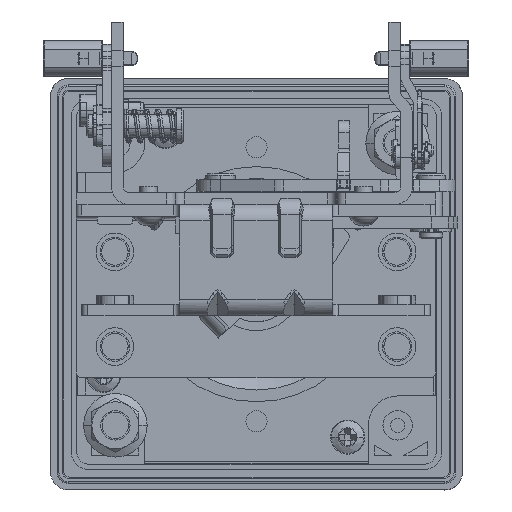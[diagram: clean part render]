
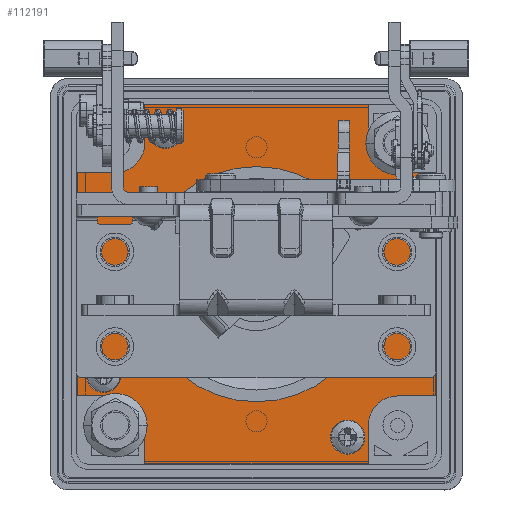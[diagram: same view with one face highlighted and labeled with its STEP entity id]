
A CAD part, front view. The second image highlights one B-rep face of the part: STEP entity #112191.
In plain terms, the highlighted face is planar.
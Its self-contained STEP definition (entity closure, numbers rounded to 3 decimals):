
#105860=CARTESIAN_POINT('',(-24.,-24.,0.5));
#105861=DIRECTION('',(0.,0.,-1.));
#105862=DIRECTION('',(0.,1.,0.));
#105863=AXIS2_PLACEMENT_3D('',#105860,#105861,#105862);
#105865=CARTESIAN_POINT('',(24.,-24.,0.5));
#105866=DIRECTION('',(0.,0.,-1.));
#105867=DIRECTION('',(-1.,0.,0.));
#105868=AXIS2_PLACEMENT_3D('',#105865,#105866,#105867);
#105870=CARTESIAN_POINT('',(24.,24.,0.5));
#105871=DIRECTION('',(0.,0.,-1.));
#105872=DIRECTION('',(0.,-1.,0.));
#105873=AXIS2_PLACEMENT_3D('',#105870,#105871,#105872);
#105875=CARTESIAN_POINT('',(-24.,24.,0.5));
#105876=DIRECTION('',(0.,0.,-1.));
#105877=DIRECTION('',(1.,0.,0.));
#105878=AXIS2_PLACEMENT_3D('',#105875,#105876,#105877);
#105880=CARTESIAN_POINT('',(0.,0.,0.5));
#105881=DIRECTION('',(0.,0.,-1.));
#105882=DIRECTION('',(0.,1.,0.));
#105883=AXIS2_PLACEMENT_3D('',#105880,#105881,#105882);
#105885=CARTESIAN_POINT('',(0.,0.,0.5));
#105886=DIRECTION('',(0.,0.,-1.));
#105887=DIRECTION('',(1.,0.,0.));
#105888=AXIS2_PLACEMENT_3D('',#105885,#105886,#105887);
#105890=CARTESIAN_POINT('',(0.,0.,0.5));
#105891=DIRECTION('',(0.,0.,-1.));
#105892=DIRECTION('',(0.,-1.,0.));
#105893=AXIS2_PLACEMENT_3D('',#105890,#105891,#105892);
#105895=CARTESIAN_POINT('',(0.,0.,0.5));
#105896=DIRECTION('',(0.,0.,-1.));
#105897=DIRECTION('',(-1.,0.,0.));
#105898=AXIS2_PLACEMENT_3D('',#105895,#105896,#105897);
#105900=CARTESIAN_POINT('',(-26.,15.5,0.5));
#105901=DIRECTION('',(0.,0.,-1.));
#105902=DIRECTION('',(0.,-1.,0.));
#105903=AXIS2_PLACEMENT_3D('',#105900,#105901,#105902);
#105905=CARTESIAN_POINT('',(-26.,15.5,0.5));
#105906=DIRECTION('',(0.,0.,-1.));
#105907=DIRECTION('',(0.,1.,0.));
#105908=AXIS2_PLACEMENT_3D('',#105905,#105906,#105907);
#105910=CARTESIAN_POINT('',(-15.5,-26.,0.5));
#105911=DIRECTION('',(0.,0.,-1.));
#105912=DIRECTION('',(0.,-1.,0.));
#105913=AXIS2_PLACEMENT_3D('',#105910,#105911,#105912);
#105915=CARTESIAN_POINT('',(-15.5,-26.,0.5));
#105916=DIRECTION('',(0.,0.,-1.));
#105917=DIRECTION('',(0.,1.,0.));
#105918=AXIS2_PLACEMENT_3D('',#105915,#105916,#105917);
#105920=CARTESIAN_POINT('',(15.5,26.,0.5));
#105921=DIRECTION('',(0.,0.,-1.));
#105922=DIRECTION('',(0.,-1.,0.));
#105923=AXIS2_PLACEMENT_3D('',#105920,#105921,#105922);
#105925=CARTESIAN_POINT('',(15.5,26.,0.5));
#105926=DIRECTION('',(0.,0.,-1.));
#105927=DIRECTION('',(0.,1.,0.));
#105928=AXIS2_PLACEMENT_3D('',#105925,#105926,#105927);
#105930=CARTESIAN_POINT('',(26.,-15.5,0.5));
#105931=DIRECTION('',(0.,0.,-1.));
#105932=DIRECTION('',(0.,-1.,0.));
#105933=AXIS2_PLACEMENT_3D('',#105930,#105931,#105932);
#105935=CARTESIAN_POINT('',(26.,-15.5,0.5));
#105936=DIRECTION('',(0.,0.,-1.));
#105937=DIRECTION('',(0.,1.,0.));
#105938=AXIS2_PLACEMENT_3D('',#105935,#105936,#105937);
#105944=DIRECTION('',(1.,0.,0.));
#105945=VECTOR('',#105944,6.5);
#105946=CARTESIAN_POINT('',(-30.5,19.,0.5));
#105947=LINE('',#105946,#105945);
#105952=DIRECTION('',(0.,1.,0.));
#105953=VECTOR('',#105952,38.);
#105954=CARTESIAN_POINT('',(-30.5,-19.,0.5));
#105955=LINE('',#105954,#105953);
#105956=DIRECTION('',(-1.,0.,0.));
#105957=VECTOR('',#105956,6.5);
#105958=CARTESIAN_POINT('',(-24.,-19.,0.5));
#105959=LINE('',#105958,#105957);
#105972=DIRECTION('',(0.,1.,0.));
#105973=VECTOR('',#105972,6.5);
#105974=CARTESIAN_POINT('',(-19.,-30.5,0.5));
#105975=LINE('',#105974,#105973);
#105980=DIRECTION('',(-1.,0.,0.));
#105981=VECTOR('',#105980,38.);
#105982=CARTESIAN_POINT('',(19.,-30.5,0.5));
#105983=LINE('',#105982,#105981);
#105984=DIRECTION('',(0.,-1.,0.));
#105985=VECTOR('',#105984,6.5);
#105986=CARTESIAN_POINT('',(19.,-24.,0.5));
#105987=LINE('',#105986,#105985);
#106000=DIRECTION('',(-1.,0.,0.));
#106001=VECTOR('',#106000,6.5);
#106002=CARTESIAN_POINT('',(30.5,-19.,0.5));
#106003=LINE('',#106002,#106001);
#106008=DIRECTION('',(0.,-1.,0.));
#106009=VECTOR('',#106008,38.);
#106010=CARTESIAN_POINT('',(30.5,19.,0.5));
#106011=LINE('',#106010,#106009);
#106012=DIRECTION('',(1.,0.,0.));
#106013=VECTOR('',#106012,6.5);
#106014=CARTESIAN_POINT('',(24.,19.,0.5));
#106015=LINE('',#106014,#106013);
#106028=DIRECTION('',(0.,-1.,0.));
#106029=VECTOR('',#106028,6.5);
#106030=CARTESIAN_POINT('',(19.,30.5,0.5));
#106031=LINE('',#106030,#106029);
#106036=DIRECTION('',(1.,0.,0.));
#106037=VECTOR('',#106036,38.);
#106038=CARTESIAN_POINT('',(-19.,30.5,0.5));
#106039=LINE('',#106038,#106037);
#106040=DIRECTION('',(0.,1.,0.));
#106041=VECTOR('',#106040,6.5);
#106042=CARTESIAN_POINT('',(-19.,24.,0.5));
#106043=LINE('',#106042,#106041);
#107730=CARTESIAN_POINT('',(0.,-20.,0.5));
#107731=VERTEX_POINT('',#107730);
#107732=CARTESIAN_POINT('',(20.,0.,0.5));
#107733=VERTEX_POINT('',#107732);
#107734=CARTESIAN_POINT('',(0.,20.,0.5));
#107735=VERTEX_POINT('',#107734);
#107740=CARTESIAN_POINT('',(-20.,0.,0.5));
#107741=VERTEX_POINT('',#107740);
#107742=CARTESIAN_POINT('',(-30.5,19.,0.5));
#107743=CARTESIAN_POINT('',(-24.,19.,0.5));
#107744=VERTEX_POINT('',#107742);
#107745=VERTEX_POINT('',#107743);
#107746=CARTESIAN_POINT('',(-30.5,-19.,0.5));
#107747=VERTEX_POINT('',#107746);
#107748=CARTESIAN_POINT('',(-24.,-19.,0.5));
#107749=VERTEX_POINT('',#107748);
#107750=CARTESIAN_POINT('',(-19.,-24.,0.5));
#107751=VERTEX_POINT('',#107750);
#107752=CARTESIAN_POINT('',(-19.,-30.5,0.5));
#107753=VERTEX_POINT('',#107752);
#107754=CARTESIAN_POINT('',(19.,-30.5,0.5));
#107755=VERTEX_POINT('',#107754);
#107756=CARTESIAN_POINT('',(19.,-24.,0.5));
#107757=VERTEX_POINT('',#107756);
#107758=CARTESIAN_POINT('',(24.,-19.,0.5));
#107759=VERTEX_POINT('',#107758);
#107760=CARTESIAN_POINT('',(30.5,-19.,0.5));
#107761=VERTEX_POINT('',#107760);
#107762=CARTESIAN_POINT('',(30.5,19.,0.5));
#107763=VERTEX_POINT('',#107762);
#107764=CARTESIAN_POINT('',(24.,19.,0.5));
#107765=VERTEX_POINT('',#107764);
#107766=CARTESIAN_POINT('',(19.,24.,0.5));
#107767=VERTEX_POINT('',#107766);
#107768=CARTESIAN_POINT('',(19.,30.5,0.5));
#107769=VERTEX_POINT('',#107768);
#107770=CARTESIAN_POINT('',(-19.,30.5,0.5));
#107771=VERTEX_POINT('',#107770);
#107772=CARTESIAN_POINT('',(-19.,24.,0.5));
#107773=VERTEX_POINT('',#107772);
#107774=CARTESIAN_POINT('',(-26.,12.6,0.5));
#107775=CARTESIAN_POINT('',(-26.,18.4,0.5));
#107776=VERTEX_POINT('',#107774);
#107777=VERTEX_POINT('',#107775);
#107778=CARTESIAN_POINT('',(-15.5,-28.9,0.5));
#107779=CARTESIAN_POINT('',(-15.5,-23.1,0.5));
#107780=VERTEX_POINT('',#107778);
#107781=VERTEX_POINT('',#107779);
#107782=CARTESIAN_POINT('',(15.5,23.1,0.5));
#107783=CARTESIAN_POINT('',(15.5,28.9,0.5));
#107784=VERTEX_POINT('',#107782);
#107785=VERTEX_POINT('',#107783);
#107786=CARTESIAN_POINT('',(26.,-18.4,0.5));
#107787=CARTESIAN_POINT('',(26.,-12.6,0.5));
#107788=VERTEX_POINT('',#107786);
#107789=VERTEX_POINT('',#107787);
#112122=CARTESIAN_POINT('',(0.,0.,0.5));
#112123=DIRECTION('',(0.,0.,-1.));
#112124=DIRECTION('',(0.,-1.,0.));
#112125=AXIS2_PLACEMENT_3D('',#112122,#112123,#112124);
#112126=PLANE('',#112125);
#112128=ORIENTED_EDGE('',*,*,#112127,.F.);
#112130=ORIENTED_EDGE('',*,*,#112129,.F.);
#112132=ORIENTED_EDGE('',*,*,#112131,.F.);
#112134=ORIENTED_EDGE('',*,*,#112133,.T.);
#112136=ORIENTED_EDGE('',*,*,#112135,.F.);
#112138=ORIENTED_EDGE('',*,*,#112137,.F.);
#112140=ORIENTED_EDGE('',*,*,#112139,.F.);
#112142=ORIENTED_EDGE('',*,*,#112141,.T.);
#112144=ORIENTED_EDGE('',*,*,#112143,.F.);
#112146=ORIENTED_EDGE('',*,*,#112145,.F.);
#112148=ORIENTED_EDGE('',*,*,#112147,.F.);
#112150=ORIENTED_EDGE('',*,*,#112149,.T.);
#112152=ORIENTED_EDGE('',*,*,#112151,.F.);
#112154=ORIENTED_EDGE('',*,*,#112153,.F.);
#112156=ORIENTED_EDGE('',*,*,#112155,.F.);
#112158=ORIENTED_EDGE('',*,*,#112157,.T.);
#112159=EDGE_LOOP('',(#112128,#112130,#112132,#112134,#112136,#112138,#112140,
#112142,#112144,#112146,#112148,#112150,#112152,#112154,#112156,#112158));
#112160=FACE_OUTER_BOUND('',#112159,.F.);
#112161=ORIENTED_EDGE('',*,*,#112077,.T.);
#112162=ORIENTED_EDGE('',*,*,#112075,.T.);
#112163=ORIENTED_EDGE('',*,*,#112106,.T.);
#112164=ORIENTED_EDGE('',*,*,#112104,.T.);
#112165=EDGE_LOOP('',(#112161,#112162,#112163,#112164));
#112166=FACE_BOUND('',#112165,.F.);
#112168=ORIENTED_EDGE('',*,*,#112167,.T.);
#112170=ORIENTED_EDGE('',*,*,#112169,.T.);
#112171=EDGE_LOOP('',(#112168,#112170));
#112172=FACE_BOUND('',#112171,.F.);
#112174=ORIENTED_EDGE('',*,*,#112173,.T.);
#112176=ORIENTED_EDGE('',*,*,#112175,.T.);
#112177=EDGE_LOOP('',(#112174,#112176));
#112178=FACE_BOUND('',#112177,.F.);
#112180=ORIENTED_EDGE('',*,*,#112179,.T.);
#112182=ORIENTED_EDGE('',*,*,#112181,.T.);
#112183=EDGE_LOOP('',(#112180,#112182));
#112184=FACE_BOUND('',#112183,.F.);
#112186=ORIENTED_EDGE('',*,*,#112185,.T.);
#112188=ORIENTED_EDGE('',*,*,#112187,.T.);
#112189=EDGE_LOOP('',(#112186,#112188));
#112190=FACE_BOUND('',#112189,.F.);
#112191=ADVANCED_FACE('',(#112160,#112166,#112172,#112178,#112184,#112190),
#112126,.T.);
#105864=CIRCLE('',#105863,5.);
#105869=CIRCLE('',#105868,5.);
#105874=CIRCLE('',#105873,5.);
#105879=CIRCLE('',#105878,5.);
#105884=CIRCLE('',#105883,20.);
#105889=CIRCLE('',#105888,20.);
#105894=CIRCLE('',#105893,20.);
#105899=CIRCLE('',#105898,20.);
#105904=CIRCLE('',#105903,2.9);
#105909=CIRCLE('',#105908,2.9);
#105914=CIRCLE('',#105913,2.9);
#105919=CIRCLE('',#105918,2.9);
#105924=CIRCLE('',#105923,2.9);
#105929=CIRCLE('',#105928,2.9);
#105934=CIRCLE('',#105933,2.9);
#105939=CIRCLE('',#105938,2.9);
#112075=EDGE_CURVE('',#107733,#107731,#105889,.T.);
#112077=EDGE_CURVE('',#107735,#107733,#105884,.T.);
#112104=EDGE_CURVE('',#107741,#107735,#105899,.T.);
#112106=EDGE_CURVE('',#107731,#107741,#105894,.T.);
#112127=EDGE_CURVE('',#107744,#107745,#105947,.T.);
#112129=EDGE_CURVE('',#107747,#107744,#105955,.T.);
#112131=EDGE_CURVE('',#107749,#107747,#105959,.T.);
#112133=EDGE_CURVE('',#107749,#107751,#105864,.T.);
#112135=EDGE_CURVE('',#107753,#107751,#105975,.T.);
#112137=EDGE_CURVE('',#107755,#107753,#105983,.T.);
#112139=EDGE_CURVE('',#107757,#107755,#105987,.T.);
#112141=EDGE_CURVE('',#107757,#107759,#105869,.T.);
#112143=EDGE_CURVE('',#107761,#107759,#106003,.T.);
#112145=EDGE_CURVE('',#107763,#107761,#106011,.T.);
#112147=EDGE_CURVE('',#107765,#107763,#106015,.T.);
#112149=EDGE_CURVE('',#107765,#107767,#105874,.T.);
#112151=EDGE_CURVE('',#107769,#107767,#106031,.T.);
#112153=EDGE_CURVE('',#107771,#107769,#106039,.T.);
#112155=EDGE_CURVE('',#107773,#107771,#106043,.T.);
#112157=EDGE_CURVE('',#107773,#107745,#105879,.T.);
#112167=EDGE_CURVE('',#107776,#107777,#105904,.T.);
#112169=EDGE_CURVE('',#107777,#107776,#105909,.T.);
#112173=EDGE_CURVE('',#107780,#107781,#105914,.T.);
#112175=EDGE_CURVE('',#107781,#107780,#105919,.T.);
#112179=EDGE_CURVE('',#107784,#107785,#105924,.T.);
#112181=EDGE_CURVE('',#107785,#107784,#105929,.T.);
#112185=EDGE_CURVE('',#107788,#107789,#105934,.T.);
#112187=EDGE_CURVE('',#107789,#107788,#105939,.T.);
